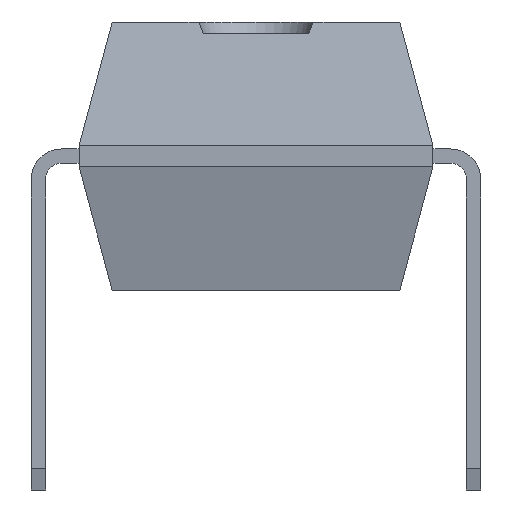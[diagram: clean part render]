
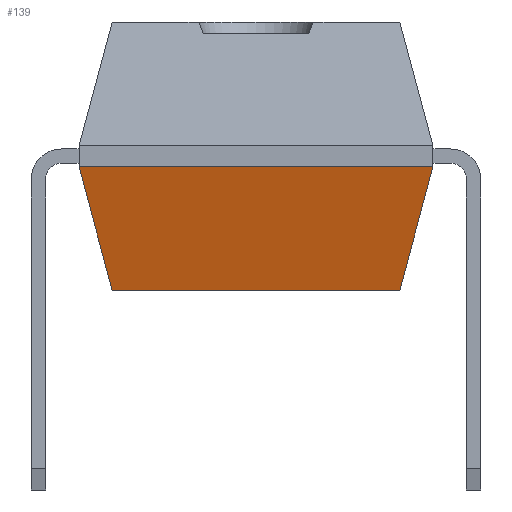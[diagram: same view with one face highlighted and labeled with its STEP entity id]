
A CAD part, left-side view. The second image highlights one B-rep face of the part: STEP entity #139.
In plain terms, the highlighted planar face has unit normal (-0.966, 0, -0.259).
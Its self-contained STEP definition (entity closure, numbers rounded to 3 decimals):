
#139=ADVANCED_FACE('',(#4001),#4003,.T.);
#4001=FACE_BOUND('',#4002,.T.);
#4002=EDGE_LOOP('',(#7058,#7059,#7060,#7061));
#4003=PLANE('',#4004);
#4004=AXIS2_PLACEMENT_3D('',#4005,#4006,#4007);
#4005=CARTESIAN_POINT('',(-0.61,12.399,0.5));
#4006=DIRECTION('',(-0.966,0.,-0.259));
#4007=DIRECTION('',(0.,-1.,0.));
#7058=ORIENTED_EDGE('',*,*,#9413,.T.);
#7059=ORIENTED_EDGE('',*,*,#9414,.T.);
#7060=ORIENTED_EDGE('',*,*,#9349,.F.);
#7061=ORIENTED_EDGE('',*,*,#9415,.F.);
#9349=EDGE_CURVE('',#10546,#10547,#10548,.T.);
#9413=EDGE_CURVE('',#10670,#10671,#10672,.T.);
#9414=EDGE_CURVE('',#10671,#10547,#10673,.T.);
#9415=EDGE_CURVE('',#10670,#10546,#10674,.T.);
#10546=VERTEX_POINT('',#12558);
#10547=VERTEX_POINT('',#12559);
#10548=LINE('',#12560,#12561);
#10670=VERTEX_POINT('',#12810);
#10671=VERTEX_POINT('',#12811);
#10672=LINE('',#12812,#12813);
#10673=LINE('',#12815,#12816);
#10674=LINE('',#12818,#12819);
#12558=CARTESIAN_POINT('',(-1.19,6.91,2.665));
#12559=CARTESIAN_POINT('',(-1.19,0.71,2.665));
#12560=CARTESIAN_POINT('',(-1.19,6.91,2.665));
#12561=VECTOR('',#12562,1.);
#12562=DIRECTION('',(0.,-1.,0.));
#12810=CARTESIAN_POINT('',(-0.61,6.33,0.5));
#12811=CARTESIAN_POINT('',(-0.61,1.29,0.5));
#12812=CARTESIAN_POINT('',(-0.61,6.33,0.5));
#12813=VECTOR('',#12814,1.);
#12814=DIRECTION('',(0.,-1.,0.));
#12815=CARTESIAN_POINT('',(-0.61,1.29,0.5));
#12816=VECTOR('',#12817,1.);
#12817=DIRECTION('',(-0.251,-0.251,0.935));
#12818=CARTESIAN_POINT('',(-0.61,6.33,0.5));
#12819=VECTOR('',#12820,1.);
#12820=DIRECTION('',(-0.251,0.251,0.935));
